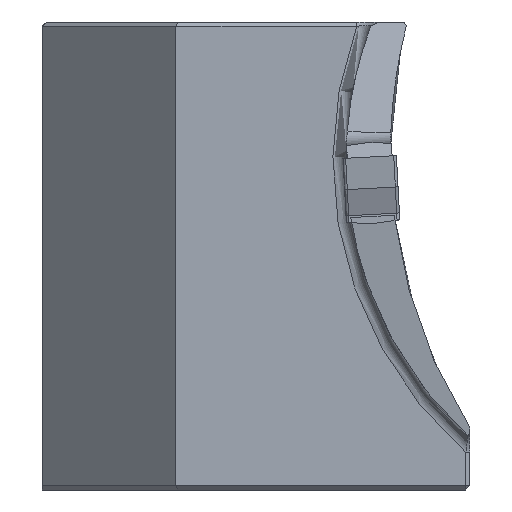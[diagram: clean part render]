
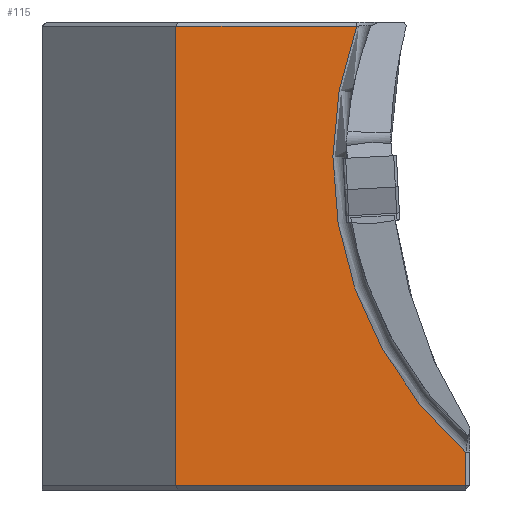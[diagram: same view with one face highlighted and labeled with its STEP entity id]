
A CAD part, left-side view. The second image highlights one B-rep face of the part: STEP entity #115.
In plain terms, the highlighted planar face has unit normal (-1, 0, 0).
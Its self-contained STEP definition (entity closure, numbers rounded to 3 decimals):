
#74=CIRCLE('',#1349,29.);
#115=ADVANCED_FACE('',(#240),#185,.F.);
#185=PLANE('',#1350);
#240=FACE_OUTER_BOUND('',#312,.T.);
#312=EDGE_LOOP('',(#465,#466,#467,#468,#469));
#465=ORIENTED_EDGE('',*,*,#924,.T.);
#466=ORIENTED_EDGE('',*,*,#925,.T.);
#467=ORIENTED_EDGE('',*,*,#926,.T.);
#468=ORIENTED_EDGE('',*,*,#927,.T.);
#469=ORIENTED_EDGE('',*,*,#928,.T.);
#799=VERTEX_POINT('',#1961);
#800=VERTEX_POINT('',#1962);
#801=VERTEX_POINT('',#1964);
#802=VERTEX_POINT('',#1966);
#803=VERTEX_POINT('',#1968);
#924=EDGE_CURVE('',#799,#800,#74,.T.);
#925=EDGE_CURVE('',#800,#801,#1086,.T.);
#926=EDGE_CURVE('',#801,#802,#1087,.T.);
#927=EDGE_CURVE('',#802,#803,#1088,.T.);
#928=EDGE_CURVE('',#803,#799,#1089,.T.);
#1086=LINE('',#1963,#1225);
#1087=LINE('',#1965,#1226);
#1088=LINE('',#1967,#1227);
#1089=LINE('',#1969,#1228);
#1225=VECTOR('',#1525,1.);
#1226=VECTOR('',#1526,1.);
#1227=VECTOR('',#1527,1.);
#1228=VECTOR('',#1528,1.);
#1349=AXIS2_PLACEMENT_3D('',#1960,#1523,#1524);
#1350=AXIS2_PLACEMENT_3D('',#1970,#1529,#1530);
#1523=DIRECTION('',(1.,0.,0.));
#1524=DIRECTION('',(0.,0.,-1.));
#1525=DIRECTION('',(0.,1.,0.));
#1526=DIRECTION('',(0.,0.,-1.));
#1527=DIRECTION('',(0.,-1.,0.));
#1528=DIRECTION('',(0.,0.,1.));
#1529=DIRECTION('',(1.,0.,0.));
#1530=DIRECTION('',(0.,0.,-1.));
#1960=CARTESIAN_POINT('',(23.,-50.75,-0.3));
#1961=CARTESIAN_POINT('',(23.,-31.7,-22.165));
#1962=CARTESIAN_POINT('',(23.,-23.529,9.7));
#1963=CARTESIAN_POINT('',(23.,-50.75,9.7));
#1964=CARTESIAN_POINT('',(23.,-10.,9.7));
#1965=CARTESIAN_POINT('',(23.,-10.,10.));
#1966=CARTESIAN_POINT('',(23.,-10.,-24.7));
#1967=CARTESIAN_POINT('',(23.,-50.75,-24.7));
#1968=CARTESIAN_POINT('',(23.,-31.7,-24.7));
#1969=CARTESIAN_POINT('',(23.,-31.7,-0.3));
#1970=CARTESIAN_POINT('',(23.,-50.75,-0.3));
